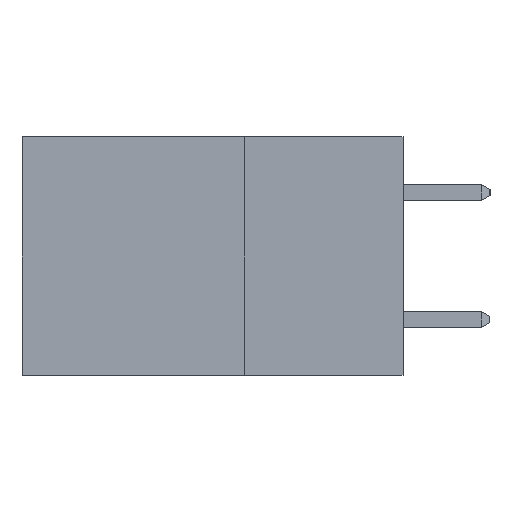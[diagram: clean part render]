
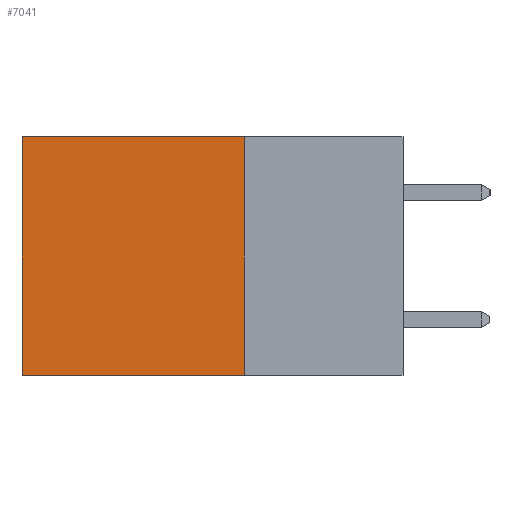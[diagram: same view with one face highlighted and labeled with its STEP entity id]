
A CAD part, left-side view. The second image highlights one B-rep face of the part: STEP entity #7041.
In plain terms, the highlighted planar face has unit normal (-1, 0, 0).
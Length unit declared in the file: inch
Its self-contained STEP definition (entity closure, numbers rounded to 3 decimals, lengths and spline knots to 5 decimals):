
#280 = EDGE_CURVE ( 'NONE', #10390, #13484, #13300, .T. ) ;
#430 = PLANE ( 'NONE',  #8342 ) ;
#497 = DIRECTION ( 'NONE',  ( 1., 0., 0. ) ) ;
#511 = ORIENTED_EDGE ( 'NONE', *, *, #280, .T. ) ;
#1401 = CARTESIAN_POINT ( 'NONE',  ( 0.2875, 0.25, -0.375 ) ) ;
#2498 = ORIENTED_EDGE ( 'NONE', *, *, #6349, .T. ) ;
#3455 = VERTEX_POINT ( 'NONE', #13211 ) ;
#3793 = CARTESIAN_POINT ( 'NONE',  ( 0.2875, 0.25, 0. ) ) ;
#4510 = EDGE_LOOP ( 'NONE', ( #2498, #9693, #9789, #511 ) ) ;
#5184 = LINE ( 'NONE', #9568, #10331 ) ;
#5756 = CARTESIAN_POINT ( 'NONE',  ( 0.2875, 0.6, 0. ) ) ;
#5933 = DIRECTION ( 'NONE',  ( 0., 0., -1. ) ) ;
#6034 = EDGE_CURVE ( 'NONE', #10390, #7342, #5184, .T. ) ;
#6258 = CARTESIAN_POINT ( 'NONE',  ( 0.2875, 0.25, -0.375 ) ) ;
#6349 = EDGE_CURVE ( 'NONE', #13484, #3455, #9066, .T. ) ;
#6386 = CARTESIAN_POINT ( 'NONE',  ( 0.2875, 0.25, 0. ) ) ;
#6846 = EDGE_CURVE ( 'NONE', #7342, #3455, #7168, .T. ) ;
#7041 = ADVANCED_FACE ( 'NONE', ( #10062 ), #430, .F. ) ;
#7168 = LINE ( 'NONE', #6258, #9243 ) ;
#7342 = VERTEX_POINT ( 'NONE', #11642 ) ;
#8342 = AXIS2_PLACEMENT_3D ( 'NONE', #1401, #497, #8743 ) ;
#8743 = DIRECTION ( 'NONE',  ( 0., 0., -1. ) ) ;
#9066 = LINE ( 'NONE', #12254, #10559 ) ;
#9243 = VECTOR ( 'NONE', #10442, 39.37008 ) ;
#9427 = DIRECTION ( 'NONE',  ( 0., 0., -1. ) ) ;
#9568 = CARTESIAN_POINT ( 'NONE',  ( 0.2875, 0.25, -0.375 ) ) ;
#9693 = ORIENTED_EDGE ( 'NONE', *, *, #6846, .F. ) ;
#9789 = ORIENTED_EDGE ( 'NONE', *, *, #6034, .F. ) ;
#9989 = VECTOR ( 'NONE', #11427, 39.37008 ) ;
#10062 = FACE_OUTER_BOUND ( 'NONE', #4510, .T. ) ;
#10331 = VECTOR ( 'NONE', #9427, 39.37008 ) ;
#10390 = VERTEX_POINT ( 'NONE', #6386 ) ;
#10442 = DIRECTION ( 'NONE',  ( 0., 1., 0. ) ) ;
#10559 = VECTOR ( 'NONE', #5933, 39.37008 ) ;
#11427 = DIRECTION ( 'NONE',  ( 0., 1., 0. ) ) ;
#11642 = CARTESIAN_POINT ( 'NONE',  ( 0.2875, 0.25, -0.375 ) ) ;
#12254 = CARTESIAN_POINT ( 'NONE',  ( 0.2875, 0.6, -0.375 ) ) ;
#13211 = CARTESIAN_POINT ( 'NONE',  ( 0.2875, 0.6, -0.375 ) ) ;
#13300 = LINE ( 'NONE', #3793, #9989 ) ;
#13484 = VERTEX_POINT ( 'NONE', #5756 ) ;
